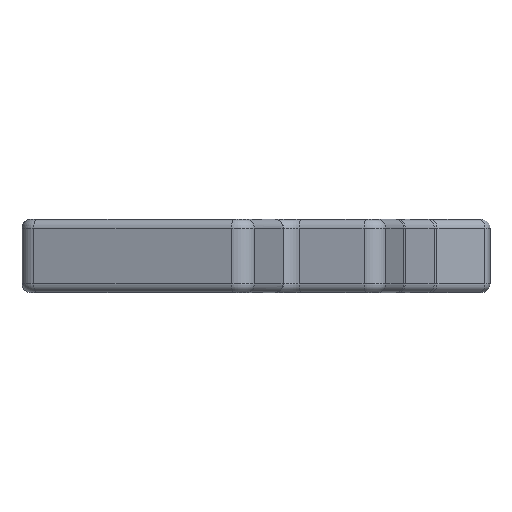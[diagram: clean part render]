
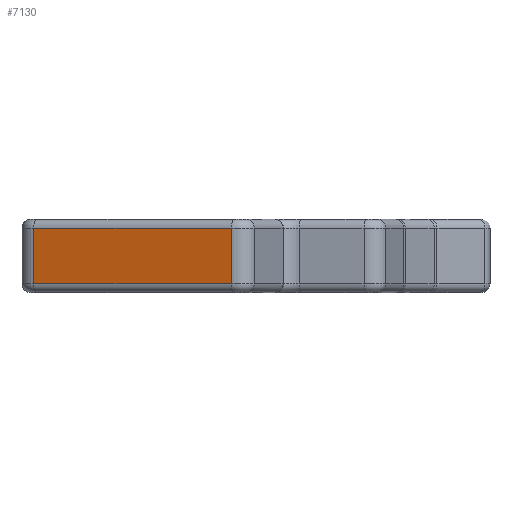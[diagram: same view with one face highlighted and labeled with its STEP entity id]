
A CAD part, left-side view. The second image highlights one B-rep face of the part: STEP entity #7130.
In plain terms, the highlighted planar face has unit normal (-0.94, 0.342, 0).
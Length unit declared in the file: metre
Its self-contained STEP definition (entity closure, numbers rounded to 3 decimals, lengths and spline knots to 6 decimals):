
#1931=ORIENTED_EDGE('',*,*,#3549,.T.);
#1932=ORIENTED_EDGE('',*,*,#3445,.T.);
#1933=ORIENTED_EDGE('',*,*,#3534,.T.);
#1934=ORIENTED_EDGE('',*,*,#3358,.T.);
#3358=EDGE_CURVE('',#4358,#4359,#4913,.T.);
#3445=EDGE_CURVE('',#4405,#4404,#4930,.T.);
#3534=EDGE_CURVE('',#4404,#4358,#4988,.T.);
#3549=EDGE_CURVE('',#4359,#4405,#5001,.T.);
#4358=VERTEX_POINT('',#11968);
#4359=VERTEX_POINT('',#11972);
#4404=VERTEX_POINT('',#13482);
#4405=VERTEX_POINT('',#13486);
#4913=LINE('',#11973,#5411);
#4930=LINE('',#13487,#5428);
#4988=LINE('',#13973,#5486);
#5001=LINE('',#14001,#5499);
#5411=VECTOR('',#8783,1.);
#5428=VECTOR('',#8938,1.);
#5486=VECTOR('',#9134,1.);
#5499=VECTOR('',#9161,1.);
#5999=EDGE_LOOP('',(#1931,#1932,#1933,#1934));
#6516=FACE_BOUND('',#5999,.T.);
#6844=PLANE('',#7798);
#7130=ADVANCED_FACE('',(#6516),#6844,.T.);
#7798=AXIS2_PLACEMENT_3D('',#14088,#9303,#9304);
#8783=DIRECTION('',(-0.342,-0.94,0.));
#8938=DIRECTION('',(0.342,0.94,0.));
#9134=DIRECTION('',(0.,0.,-1.));
#9161=DIRECTION('',(0.,0.,1.));
#9303=DIRECTION('',(-0.94,0.342,0.));
#9304=DIRECTION('',(-0.342,-0.94,0.));
#11968=CARTESIAN_POINT('',(0.017616,0.122159,0.0025));
#11972=CARTESIAN_POINT('',(-0.002623,0.066578,0.0025));
#11973=CARTESIAN_POINT('',(0.017616,0.122159,0.0025));
#13482=CARTESIAN_POINT('',(0.017616,0.122159,0.0181));
#13486=CARTESIAN_POINT('',(-0.002623,0.066578,0.0181));
#13487=CARTESIAN_POINT('',(-0.002623,0.066578,0.0181));
#13973=CARTESIAN_POINT('',(0.017616,0.122159,0.0181));
#14001=CARTESIAN_POINT('',(-0.002623,0.066578,0.0025));
#14088=CARTESIAN_POINT('',(0.007496,0.094368,0.003));
